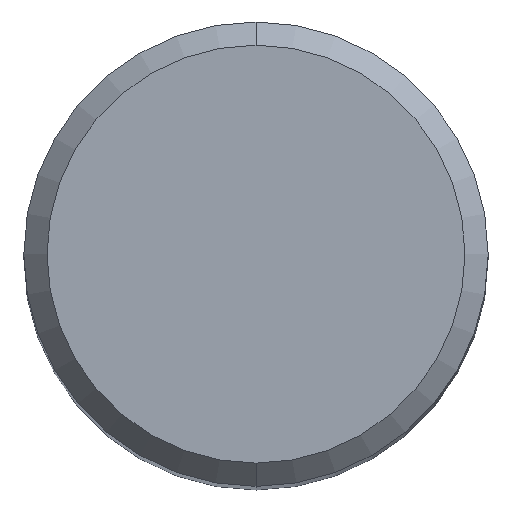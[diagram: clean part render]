
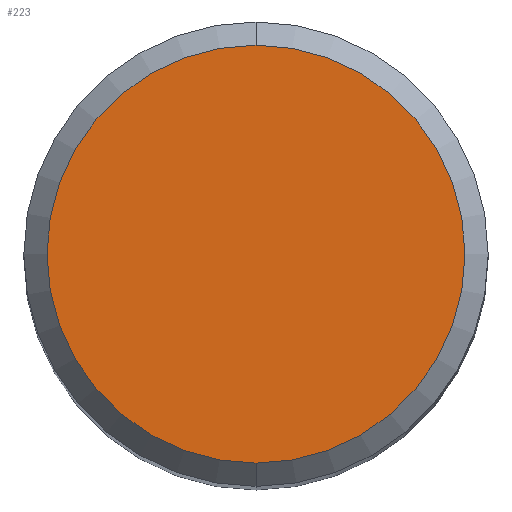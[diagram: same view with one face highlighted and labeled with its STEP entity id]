
A CAD part, top view. The second image highlights one B-rep face of the part: STEP entity #223.
In plain terms, the highlighted planar face has unit normal (0, 0, 1).
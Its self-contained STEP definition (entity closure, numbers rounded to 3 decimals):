
#127=VERTEX_POINT('',#283);
#143=EDGE_CURVE('',#207,#127,#300,.T.);
#179=EDGE_CURVE('',#127,#207,#343,.T.);
#207=VERTEX_POINT('',#372);
#223=ADVANCED_FACE('',(#389),#390,.T.);
#283=CARTESIAN_POINT('',(0.0,4.5,0.0));
#300=CIRCLE('',#474,4.5);
#343=CIRCLE('',#529,4.5);
#372=CARTESIAN_POINT('',(0.,-4.5,0.0));
#389=FACE_OUTER_BOUND('',#590,.T.);
#390=PLANE('',#591);
#474=AXIS2_PLACEMENT_3D('',#662,#663,#664);
#529=AXIS2_PLACEMENT_3D('',#732,#733,#734);
#590=EDGE_LOOP('',(#779,#780));
#591=AXIS2_PLACEMENT_3D('',#781,#782,#783);
#662=CARTESIAN_POINT('',(0.0,0.0,0.0));
#663=DIRECTION('',(0.0,0.0,-1.0));
#664=DIRECTION('',(0.0,1.0,0.0));
#732=CARTESIAN_POINT('',(0.0,0.0,0.0));
#733=DIRECTION('',(0.0,0.0,-1.0));
#734=DIRECTION('',(0.0,1.0,0.0));
#779=ORIENTED_EDGE('',*,*,#179,.F.);
#780=ORIENTED_EDGE('',*,*,#143,.F.);
#781=CARTESIAN_POINT('',(0.0,2.25,0.0));
#782=DIRECTION('',(-0.0,0.0,1.0));
#783=DIRECTION('',(0.0,-1.0,0.0));
